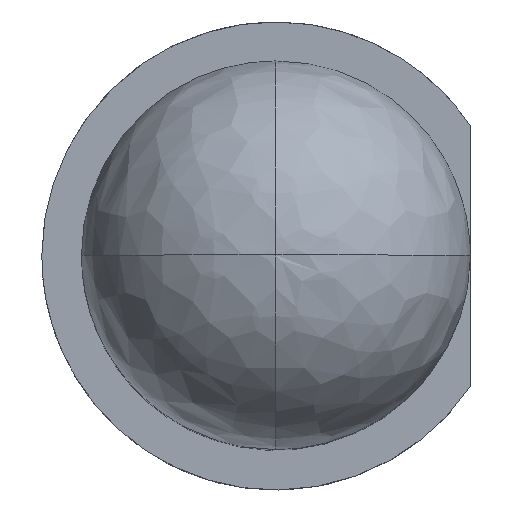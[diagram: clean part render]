
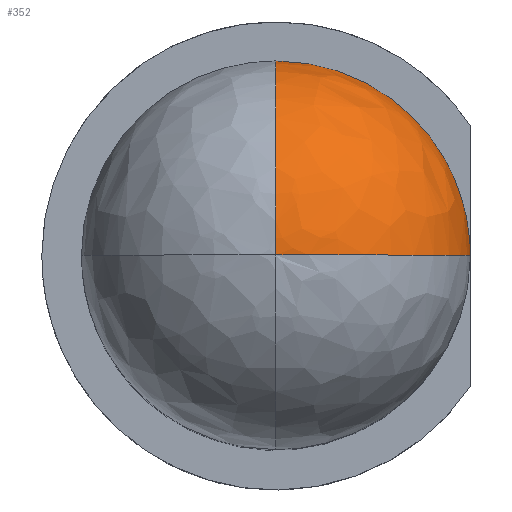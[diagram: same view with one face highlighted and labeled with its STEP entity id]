
A CAD part, top view. The second image highlights one B-rep face of the part: STEP entity #352.
In plain terms, the highlighted free-form (B-spline) face has degree [3, 3] with [4, 4] control points.
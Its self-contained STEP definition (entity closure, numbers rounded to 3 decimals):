
#67 = CARTESIAN_POINT ( 'NONE',  ( 0., 0., 9.2 ) ) ;
#71 =( BOUNDED_CURVE ( )  B_SPLINE_CURVE ( 3, ( #1180, #705, #217, #831 ),
 .UNSPECIFIED., .F., .F. ) 
 B_SPLINE_CURVE_WITH_KNOTS ( ( 4, 4 ),
 ( 0., 1. ),
 .UNSPECIFIED. ) 
 CURVE ( )  GEOMETRIC_REPRESENTATION_ITEM ( )  RATIONAL_B_SPLINE_CURVE ( ( 0.957, 0.77, 0.77, 0.957 ) ) 
 REPRESENTATION_ITEM ( '' )  );
#104 = ORIENTED_EDGE ( 'NONE', *, *, #532, .F. ) ;
#124 = CARTESIAN_POINT ( 'NONE',  ( 0., 1.435, 9.2 ) ) ;
#200 = VERTEX_POINT ( 'NONE', #898 ) ;
#217 = CARTESIAN_POINT ( 'NONE',  ( 2.45, 0., 8.185 ) ) ;
#223 = CARTESIAN_POINT ( 'NONE',  ( 0., 2.45, 6.75 ) ) ;
#275 = CARTESIAN_POINT ( 'NONE',  ( 0., 2.45, 6.75 ) ) ;
#284 = CARTESIAN_POINT ( 'NONE',  ( -0.143, 1.428, 9.2 ) ) ;
#292 = EDGE_LOOP ( 'NONE', ( #1526, #334, #104 ) ) ;
#334 = ORIENTED_EDGE ( 'NONE', *, *, #900, .T. ) ;
#352 = ADVANCED_FACE ( 'NONE', ( #395 ), #683, .T. ) ;
#395 = FACE_OUTER_BOUND ( 'NONE', #292, .T. ) ;
#397 = CARTESIAN_POINT ( 'NONE',  ( 1.428, -0.143, 9.2 ) ) ;
#453 = CARTESIAN_POINT ( 'NONE',  ( 0., 2.45, 6.75 ) ) ;
#454 =( BOUNDED_CURVE ( )  B_SPLINE_CURVE ( 3, ( #223, #1283, #124, #1057 ),
 .UNSPECIFIED., .F., .T. ) 
 B_SPLINE_CURVE_WITH_KNOTS ( ( 4, 4 ),
 ( 0., 1. ),
 .UNSPECIFIED. ) 
 CURVE ( )  GEOMETRIC_REPRESENTATION_ITEM ( )  RATIONAL_B_SPLINE_CURVE ( ( 0.957, 0.77, 0.77, 0.957 ) ) 
 REPRESENTATION_ITEM ( '' )  );
#502 =( BOUNDED_CURVE ( )  B_SPLINE_CURVE ( 3, ( #453, #828, #928, #698 ),
 .UNSPECIFIED., .F., .T. ) 
 B_SPLINE_CURVE_WITH_KNOTS ( ( 4, 4 ),
 ( 0., 1. ),
 .UNSPECIFIED. ) 
 CURVE ( )  GEOMETRIC_REPRESENTATION_ITEM ( )  RATIONAL_B_SPLINE_CURVE ( ( 0.5, 0.5, 0.667, 1. ) ) 
 REPRESENTATION_ITEM ( '' )  );
#532 = EDGE_CURVE ( 'NONE', #1161, #1447, #502, .T. ) ;
#548 = CARTESIAN_POINT ( 'NONE',  ( 2.605, 1.421, 8.185 ) ) ;
#636 = CARTESIAN_POINT ( 'NONE',  ( 0., 0., 9.2 ) ) ;
#641 = CARTESIAN_POINT ( 'NONE',  ( 1.526, 0.832, 9.2 ) ) ;
#661 = CARTESIAN_POINT ( 'NONE',  ( 2.438, -0.245, 6.75 ) ) ;
#667 = CARTESIAN_POINT ( 'NONE',  ( -0.245, 2.438, 6.75 ) ) ;
#683 =( BOUNDED_SURFACE ( )  B_SPLINE_SURFACE ( 3, 3, ( 
 ( #1009, #636, #67, #892 ),
 ( #397, #641, #1019, #284 ),
 ( #1118, #548, #1388, #1395 ),
 ( #661, #1268, #1038, #667 ) ),
 .UNSPECIFIED., .F., .F., .F. ) 
 B_SPLINE_SURFACE_WITH_KNOTS ( ( 4, 4 ),
 ( 4, 4 ),
 ( 0., 1. ),
 ( 0., 1. ),
 .UNSPECIFIED. ) 
 GEOMETRIC_REPRESENTATION_ITEM ( )  RATIONAL_B_SPLINE_SURFACE ( (
 ( 1., 0.755, 0.755, 1.),
 ( 0.805, 0.608, 0.608, 0.805),
 ( 0.805, 0.608, 0.608, 0.805),
 ( 1., 0.755, 0.755, 1.) ) ) 
 REPRESENTATION_ITEM ( '' )  SURFACE ( )  );
#698 = CARTESIAN_POINT ( 'NONE',  ( 2.45, 0., 6.75 ) ) ;
#705 = CARTESIAN_POINT ( 'NONE',  ( 1.435, 0., 9.2 ) ) ;
#765 = CARTESIAN_POINT ( 'NONE',  ( 2.45, 0., 6.75 ) ) ;
#828 = CARTESIAN_POINT ( 'NONE',  ( 1.633, 2.45, 6.75 ) ) ;
#831 = CARTESIAN_POINT ( 'NONE',  ( 2.45, 0., 6.75 ) ) ;
#892 = CARTESIAN_POINT ( 'NONE',  ( 0., 0., 9.2 ) ) ;
#898 = CARTESIAN_POINT ( 'NONE',  ( 0., 0., 9.2 ) ) ;
#900 = EDGE_CURVE ( 'NONE', #200, #1447, #71, .T. ) ;
#928 = CARTESIAN_POINT ( 'NONE',  ( 2.45, 1.225, 6.75 ) ) ;
#941 = EDGE_CURVE ( 'NONE', #1161, #200, #454, .T. ) ;
#1009 = CARTESIAN_POINT ( 'NONE',  ( 0., 0., 9.2 ) ) ;
#1019 = CARTESIAN_POINT ( 'NONE',  ( 0.832, 1.526, 9.2 ) ) ;
#1038 = CARTESIAN_POINT ( 'NONE',  ( 1.421, 2.605, 6.75 ) ) ;
#1057 = CARTESIAN_POINT ( 'NONE',  ( 0., 0., 9.2 ) ) ;
#1118 = CARTESIAN_POINT ( 'NONE',  ( 2.438, -0.245, 8.185 ) ) ;
#1161 = VERTEX_POINT ( 'NONE', #275 ) ;
#1180 = CARTESIAN_POINT ( 'NONE',  ( 0., 0., 9.2 ) ) ;
#1268 = CARTESIAN_POINT ( 'NONE',  ( 2.605, 1.421, 6.75 ) ) ;
#1283 = CARTESIAN_POINT ( 'NONE',  ( 0., 2.45, 8.185 ) ) ;
#1388 = CARTESIAN_POINT ( 'NONE',  ( 1.421, 2.605, 8.185 ) ) ;
#1395 = CARTESIAN_POINT ( 'NONE',  ( -0.245, 2.438, 8.185 ) ) ;
#1447 = VERTEX_POINT ( 'NONE', #765 ) ;
#1526 = ORIENTED_EDGE ( 'NONE', *, *, #941, .T. ) ;
